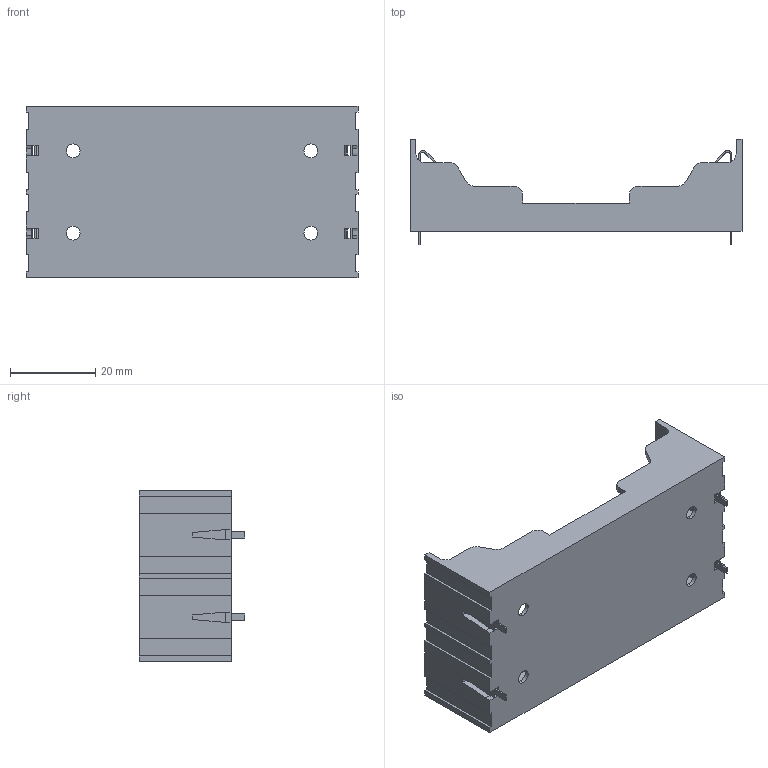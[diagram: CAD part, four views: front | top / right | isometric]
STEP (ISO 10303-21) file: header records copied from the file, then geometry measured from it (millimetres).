
FILE_DESCRIPTION (( 'STEP AP214' ), '1' );
FILE_NAME ('BK-18650-PC4.STEP', '2020-01-02T17:05:24', ( '' ), ( '' ), 'SwSTEP 2.0', 'SolidWorks 2017', '' );
FILE_SCHEMA (( 'AUTOMOTIVE_DESIGN' ));
Length unit declared in the file: millimetre
Products named in the file (1): BK-18650-PC4
Bounding box: 77.7 x 24.74 x 40.21 mm (x, y, z)
Volume: 9080.6 mm3; surface area: 15986 mm2
Topology: 5 solids, 5 shells, 302 faces, 860 edges, 568 vertices
Faces by surface type: plane 254, cylinder 48
Entity records: 9810 total; most frequent: CARTESIAN_POINT 1731, ORIENTED_EDGE 1720, DIRECTION 1562, EDGE_CURVE 860, VECTOR 764, LINE 764, VERTEX_POINT 568, AXIS2_PLACEMENT_3D 399
